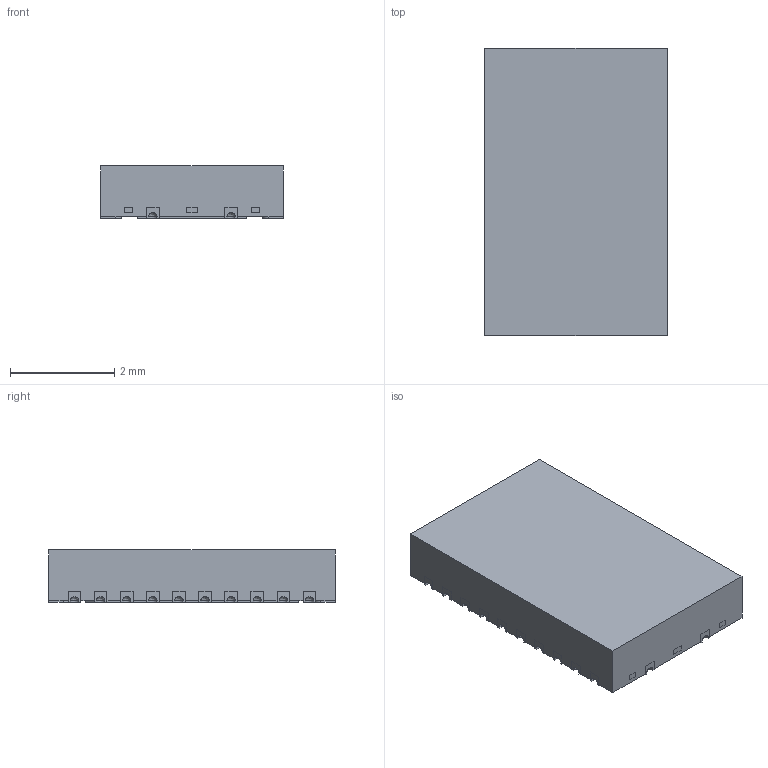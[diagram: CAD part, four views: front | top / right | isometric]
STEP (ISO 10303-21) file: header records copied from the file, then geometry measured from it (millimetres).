
FILE_DESCRIPTION((''),'2;1');
FILE_NAME('RGY0024E_ASM','2019-07-29T11:29:41',('a0412086'),(''),'CREO PARAMETRIC BY PTC INC, 2018020','CREO PARAMETRIC BY PTC INC, 2018020','');
FILE_SCHEMA(('AUTOMOTIVE_DESIGN { 1 0 10303 214 1 1 1 1 }'));
Length unit declared in the file: millimetre
Products named in the file (3): FRAME; BODY; RGY0024E_ASM
Assembly tree (2 placements, depth 2):
  RGY0024E_ASM
    FRAME
    BODY
Bounding box: 3.5 x 5.5 x 1 mm (x, y, z)
Volume: 19 mm3; surface area: 91.7 mm2
Topology: 32 solids, 32 shells, 589 faces, 1506 edges, 988 vertices
Faces by surface type: plane 397, cylinder 168, bspline 24
Entity records: 23372 total; most frequent: CARTESIAN_POINT 3743, ORIENTED_EDGE 3012, DIRECTION 3006, PRESENTATION_STYLE_ASSIGNMENT 1569, STYLED_ITEM 1539, CURVE_STYLE 1506, EDGE_CURVE 1506, VECTOR 1146
